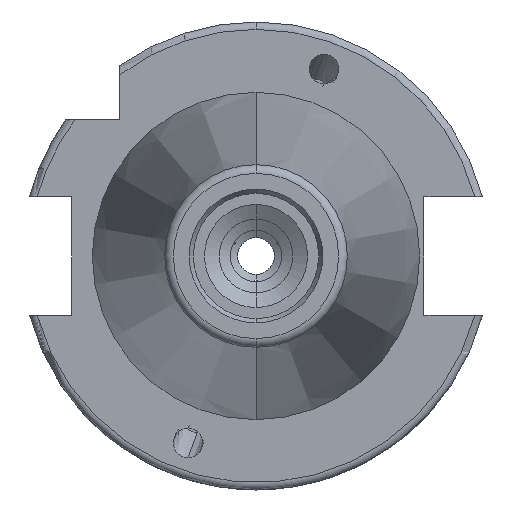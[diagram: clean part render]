
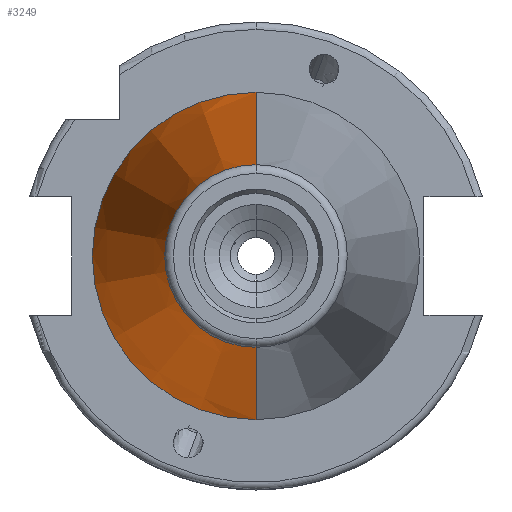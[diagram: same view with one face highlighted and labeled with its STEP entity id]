
A CAD part, left-side view. The second image highlights one B-rep face of the part: STEP entity #3249.
In plain terms, the highlighted conical face has half-angle 8.297 degrees and reference radius 22.225 mm.
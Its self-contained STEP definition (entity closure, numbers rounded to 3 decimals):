
#410 = DIRECTION ( 'NONE',  ( 0., 0., -1. ) ) ;
#451 = DIRECTION ( 'NONE',  ( 1., 0., 0. ) ) ;
#474 = CARTESIAN_POINT ( 'NONE',  ( 0., 0., 0. ) ) ;
#587 = VERTEX_POINT ( 'NONE', #3706 ) ;
#811 = EDGE_LOOP ( 'NONE', ( #2360, #2349, #2286, #2273 ) ) ;
#1668 = CIRCLE ( 'NONE', #2991, 12.4 ) ;
#1677 = VECTOR ( 'NONE', #2376, 1000. ) ;
#1684 = LINE ( 'NONE', #3142, #1677 ) ;
#1691 = CIRCLE ( 'NONE', #3252, 22.225 ) ;
#1736 = VECTOR ( 'NONE', #3290, 1000. ) ;
#1750 = LINE ( 'NONE', #3099, #1736 ) ;
#1758 = VERTEX_POINT ( 'NONE', #3392 ) ;
#1834 = VERTEX_POINT ( 'NONE', #4141 ) ;
#2273 = ORIENTED_EDGE ( 'NONE', *, *, #5122, .F. ) ;
#2286 = ORIENTED_EDGE ( 'NONE', *, *, #5139, .T. ) ;
#2349 = ORIENTED_EDGE ( 'NONE', *, *, #5151, .T. ) ;
#2360 = ORIENTED_EDGE ( 'NONE', *, *, #5298, .F. ) ;
#2376 = DIRECTION ( 'NONE',  ( 0.99, 0., 0.144 ) ) ;
#2394 = DIRECTION ( 'NONE',  ( -1., 0., 0. ) ) ;
#2411 = AXIS2_PLACEMENT_3D ( 'NONE', #474, #451, #410 ) ;
#2439 = CARTESIAN_POINT ( 'NONE',  ( 0., 0., 0. ) ) ;
#2529 = DIRECTION ( 'NONE',  ( 0., 0., 1. ) ) ;
#2904 = CARTESIAN_POINT ( 'NONE',  ( 0., 0., -22.225 ) ) ;
#2991 = AXIS2_PLACEMENT_3D ( 'NONE', #5539, #5501, #5469 ) ;
#3099 = CARTESIAN_POINT ( 'NONE',  ( 0., 0., -22.225 ) ) ;
#3142 = CARTESIAN_POINT ( 'NONE',  ( 0., 0., 22.225 ) ) ;
#3249 = ADVANCED_FACE ( 'NONE', ( #3739 ), #3336, .T. ) ;
#3252 = AXIS2_PLACEMENT_3D ( 'NONE', #2439, #2394, #2529 ) ;
#3290 = DIRECTION ( 'NONE',  ( 0.99, 0., -0.144 ) ) ;
#3336 = CONICAL_SURFACE ( 'NONE', #2411, 22.225, 0.145 ) ;
#3392 = CARTESIAN_POINT ( 'NONE',  ( -67.373, 0., 12.4 ) ) ;
#3706 = CARTESIAN_POINT ( 'NONE',  ( -67.373, 0., -12.4 ) ) ;
#3739 = FACE_OUTER_BOUND ( 'NONE', #811, .T. ) ;
#4141 = CARTESIAN_POINT ( 'NONE',  ( 0., 0., 22.225 ) ) ;
#4697 = VERTEX_POINT ( 'NONE', #2904 ) ;
#5122 = EDGE_CURVE ( 'NONE', #587, #4697, #1750, .T. ) ;
#5139 = EDGE_CURVE ( 'NONE', #1834, #4697, #1691, .T. ) ;
#5151 = EDGE_CURVE ( 'NONE', #1758, #1834, #1684, .T. ) ;
#5298 = EDGE_CURVE ( 'NONE', #1758, #587, #1668, .T. ) ;
#5469 = DIRECTION ( 'NONE',  ( 0., 0., 1. ) ) ;
#5501 = DIRECTION ( 'NONE',  ( -1., 0., 0. ) ) ;
#5539 = CARTESIAN_POINT ( 'NONE',  ( -67.373, 0., 0. ) ) ;
